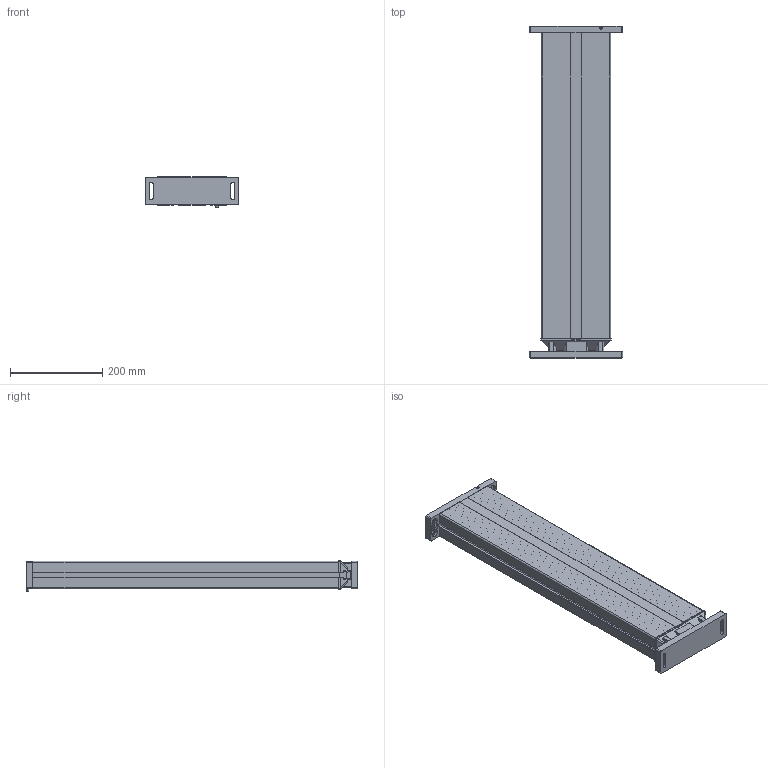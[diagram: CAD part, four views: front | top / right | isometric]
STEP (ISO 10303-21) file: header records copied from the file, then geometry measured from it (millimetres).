
FILE_DESCRIPTION(('STEP AP214'),'1');
FILE_NAME('cctmp_805DDB7C-EF64-4194-BAFD-43DA2767241D_2023_04_19_15_33_32_0650_16236..stp','2023-04-19T13:33:32',('Bosch Rexroth AG'),('CADClick - www.CADClick.com'),'Spatial InterOp 3D',' ','unknown authorization - (Healing Option Enabled)');
FILE_SCHEMA(('AUTOMOTIVE_DESIGN'));
Length unit declared in the file: millimetre
Products named in the file (2): 1; 2
Bounding box: 202 x 720 x 66.27 mm (x, y, z)
Volume: 4839785.6 mm3; surface area: 1196675.3 mm2
Topology: 2 solids, 4 shells, 515 faces, 1450 edges, 951 vertices
Faces by surface type: plane 425, cylinder 74, torus 12, cone 4
Entity records: 20632 total; most frequent: CARTESIAN_POINT 3002, ORIENTED_EDGE 2900, DIRECTION 2649, EDGE_CURVE 1450, LINE 1277, VECTOR 1277, VERTEX_POINT 951, AXIS2_PLACEMENT_3D 686
